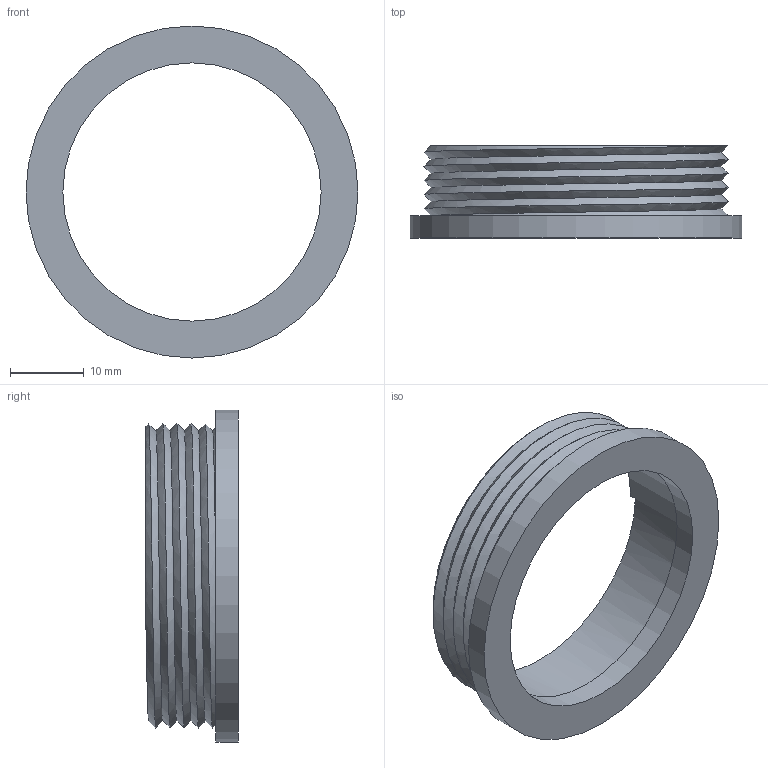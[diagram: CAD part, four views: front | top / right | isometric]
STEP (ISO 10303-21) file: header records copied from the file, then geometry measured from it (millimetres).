
FILE_DESCRIPTION(/* description */ (''),/* implementation_level */ '2;1');
FILE_NAME(/* name */ '20_Cube_Insert_Lens_neg_50mm_India_lid.ipt.step',/* time_stamp */ '2022-11-29T08:03:21+01:00',/* author */ ('UC2'),/* organization */ (''),/* preprocessor_version */ 'ST-DEVELOPER v18.1',/* originating_system */ 'Autodesk Inventor 2022',/* authorisation */ '');
FILE_SCHEMA (('AUTOMOTIVE_DESIGN { 1 0 10303 214 3 1 1 }'));
Length unit declared in the file: inch
Products named in the file (1): 20_Cube_Insert_Lens_neg_50mm_India_lid
Bounding box: 45 x 12.5 x 45 mm (x, y, z)
Volume: 4198 mm3; surface area: 4713.1 mm2
Topology: 1 solids, 1 shells, 11 faces, 23 edges, 15 vertices
Faces by surface type: plane 5, cylinder 3, bspline 3
Full cylindrical faces by diameter (mm): 35 x1, 36.176 x1, 45 x1
Entity records: 1539 total; most frequent: CARTESIAN_POINT 1273, ORIENTED_EDGE 46, DIRECTION 39, EDGE_CURVE 23, AXIS2_PLACEMENT_3D 16, VERTEX_POINT 15, EDGE_LOOP 14, FACE_OUTER_BOUND 11
